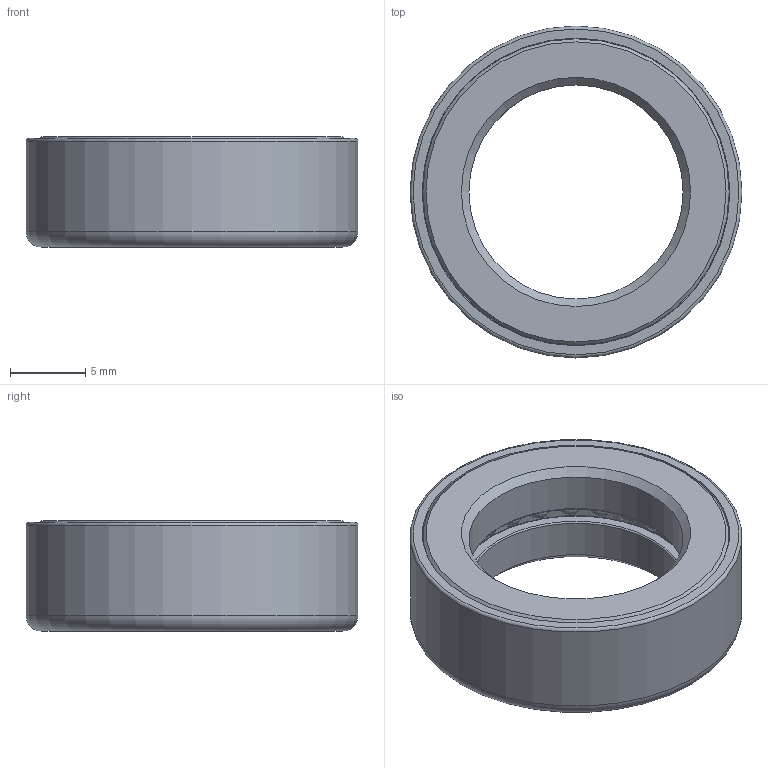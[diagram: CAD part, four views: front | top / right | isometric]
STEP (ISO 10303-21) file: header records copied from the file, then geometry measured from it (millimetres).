
FILE_DESCRIPTION (( 'STEP AP203' ), '1' );
FILE_NAME ('400-14.step', '2020-05-18T09:38:51', ( '' ), ( '' ), 'SwSTEP 2.0', 'SolidWorks 2015', '' );
FILE_SCHEMA (( 'CONFIG_CONTROL_DESIGN' ));
Length unit declared in the file: millimetre
Products named in the file (1): 400-14
Bounding box: 22 x 22 x 7.3 mm (x, y, z)
Volume: 1134.6 mm3; surface area: 3078.9 mm2
Topology: 28 solids, 28 shells, 228 faces, 593 edges, 394 vertices
Faces by surface type: plane 119, bspline 66, sphere 26, cylinder 8, torus 6, cone 3
Full cylindrical faces by diameter (mm): 14.2 x2, 15.8 x2, 18.7 x1, 20.3 x1, 20.4 x1, 22 x1
Entity records: 9917 total; most frequent: CARTESIAN_POINT 5285, ORIENTED_EDGE 986, DIRECTION 712, EDGE_CURVE 493, VERTEX_POINT 337, LINE 336, VECTOR 336, EDGE_LOOP 248
